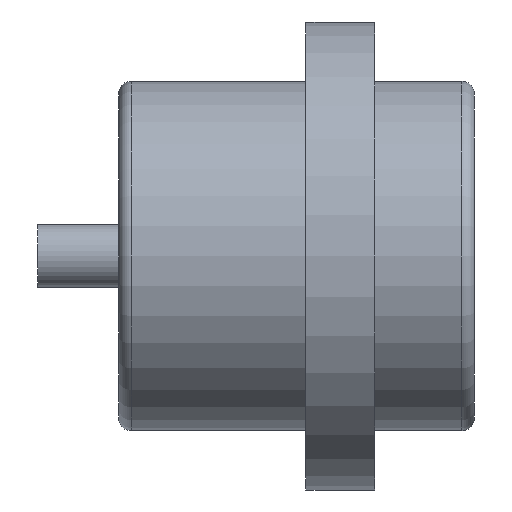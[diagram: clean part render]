
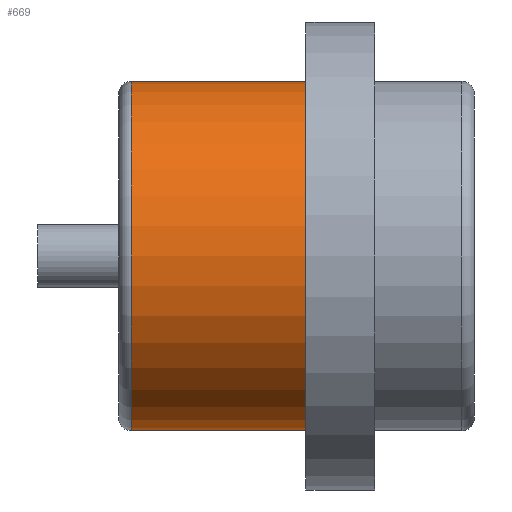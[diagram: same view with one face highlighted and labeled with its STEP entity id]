
A CAD part, left-side view. The second image highlights one B-rep face of the part: STEP entity #669.
In plain terms, the highlighted cylindrical face has radius 2.8 mm (diameter 5.6 mm), a partial arc.
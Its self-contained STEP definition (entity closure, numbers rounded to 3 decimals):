
#36=CIRCLE('',#748,2.8);
#40=CIRCLE('',#755,2.8);
#102=FACE_OUTER_BOUND('',#152,.T.);
#152=EDGE_LOOP('',(#518,#519,#520,#521));
#220=LINE('',#1132,#272);
#221=LINE('',#1135,#273);
#272=VECTOR('',#908,10.);
#273=VECTOR('',#911,10.);
#320=VERTEX_POINT('',#1110);
#322=VERTEX_POINT('',#1116);
#326=VERTEX_POINT('',#1131);
#327=VERTEX_POINT('',#1133);
#392=EDGE_CURVE('',#320,#322,#36,.T.);
#398=EDGE_CURVE('',#326,#320,#220,.T.);
#399=EDGE_CURVE('',#327,#326,#40,.T.);
#400=EDGE_CURVE('',#327,#322,#221,.T.);
#518=ORIENTED_EDGE('',*,*,#392,.F.);
#519=ORIENTED_EDGE('',*,*,#398,.F.);
#520=ORIENTED_EDGE('',*,*,#399,.F.);
#521=ORIENTED_EDGE('',*,*,#400,.T.);
#640=CYLINDRICAL_SURFACE('',#754,2.8);
#669=ADVANCED_FACE('',(#102),#640,.T.);
#748=AXIS2_PLACEMENT_3D('',#1120,#892,#893);
#754=AXIS2_PLACEMENT_3D('',#1130,#906,#907);
#755=AXIS2_PLACEMENT_3D('',#1134,#909,#910);
#892=DIRECTION('center_axis',(0.,1.,0.));
#893=DIRECTION('ref_axis',(-1.,0.,0.));
#906=DIRECTION('center_axis',(0.,1.,0.));
#907=DIRECTION('ref_axis',(0.,0.,-1.));
#908=DIRECTION('',(0.,1.,0.));
#909=DIRECTION('center_axis',(0.,-1.,0.));
#910=DIRECTION('ref_axis',(0.,0.,-1.));
#911=DIRECTION('',(0.,1.,0.));
#1110=CARTESIAN_POINT('',(-8.25,3.9,-2.8));
#1116=CARTESIAN_POINT('',(-8.25,3.9,2.8));
#1120=CARTESIAN_POINT('Origin',(-8.25,3.9,0.));
#1130=CARTESIAN_POINT('Origin',(-8.25,1.1,0.));
#1131=CARTESIAN_POINT('',(-8.25,1.1,-2.8));
#1132=CARTESIAN_POINT('',(-8.25,1.1,-2.8));
#1133=CARTESIAN_POINT('',(-8.25,1.1,2.8));
#1134=CARTESIAN_POINT('Origin',(-8.25,1.1,0.));
#1135=CARTESIAN_POINT('',(-8.25,1.1,2.8));
